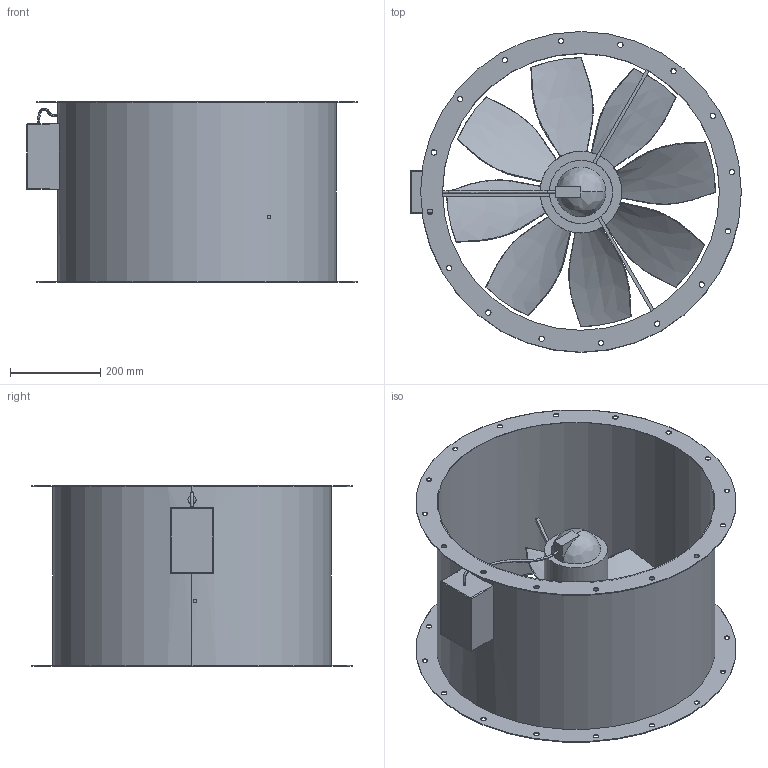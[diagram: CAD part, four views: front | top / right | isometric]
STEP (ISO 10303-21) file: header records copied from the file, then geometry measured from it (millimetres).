
FILE_DESCRIPTION (( 'STEP AP214' ), '1' );
FILE_NAME ('DZR 60.STEP', '2024-07-09T13:32:59', ( '' ), ( '' ), 'SwSTEP 2.0', 'SolidWorks 2021', '' );
FILE_SCHEMA (( 'AUTOMOTIVE_DESIGN' ));
Length unit declared in the file: millimetre
Products named in the file (1): DZR 60
Bounding box: 732 x 710 x 400 mm (x, y, z)
Volume: 8388619.7 mm3; surface area: 2631407.6 mm2
Topology: 1 solids, 1 shells, 187 faces, 617 edges, 436 vertices
Faces by surface type: cylinder 103, bspline 52, plane 31, sphere 1
Entity records: 22745 total; most frequent: CARTESIAN_POINT 16138, ORIENTED_EDGE 1226, DIRECTION 840, EDGE_CURVE 613, VERTEX_POINT 436, AXIS2_PLACEMENT_3D 341, EDGE_LOOP 269, B_SPLINE_CURVE_WITH_KNOTS 250
